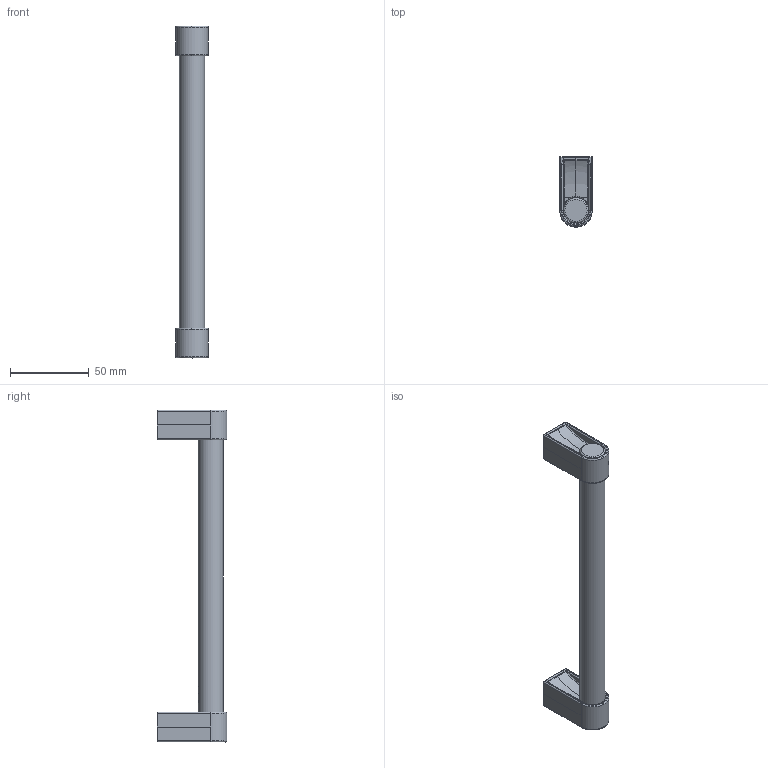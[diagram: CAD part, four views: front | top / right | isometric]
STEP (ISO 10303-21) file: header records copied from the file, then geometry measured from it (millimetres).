
FILE_DESCRIPTION(/* description */ (''),/* implementation_level */ '2;1');
FILE_NAME(/* name */ '0700_192_00.stp',/* time_stamp */ '2024-12-17T15:37:08+01:00',/* author */ ('mantolin'),/* organization */ (''),/* preprocessor_version */ 'ST-DEVELOPER v18.1',/* originating_system */ 'Autodesk Inventor 2022',/* authorisation */ '');
FILE_SCHEMA (('AUTOMOTIVE_DESIGN { 1 0 10303 214 3 1 1 }'));
Length unit declared in the file: millimetre
Products named in the file (4): 0700_160_000; 0700_320 BARRA_000; 0700_PIE_00; 0634_SCREW M-F_00
Assembly tree (5 placements, depth 2):
  0700_160_000
    0700_320 BARRA_000
    0700_PIE_00  x2
    0634_SCREW M-F_00  x2
Bounding box: 20.62 x 44.34 x 211 mm (x, y, z)
Volume: 60234.3 mm3; surface area: 22752.2 mm2
Topology: 5 solids, 5 shells, 314 faces, 806 edges, 508 vertices
Faces by surface type: bspline 152, plane 106, cylinder 40, cone 14, torus 2
Full cylindrical faces by diameter (mm): 3.242 x6, 4 x2, 6 x2, 6.5 x2, 16 x1, 16.5 x2
Entity records: 7564 total; most frequent: CARTESIAN_POINT 3037, ORIENTED_EDGE 954, DIRECTION 771, EDGE_CURVE 477, VERTEX_POINT 305, AXIS2_PLACEMENT_3D 277, LINE 217, VECTOR 217
